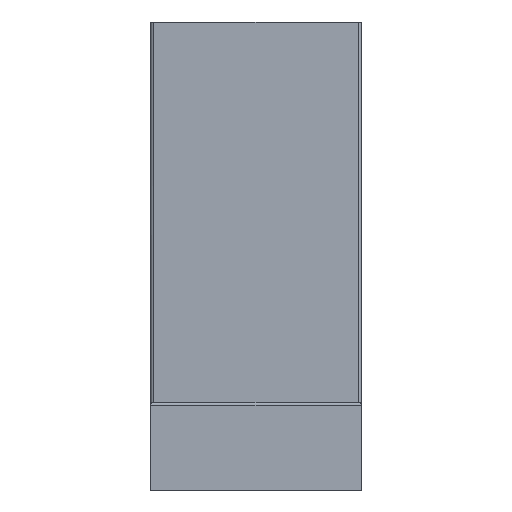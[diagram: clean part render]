
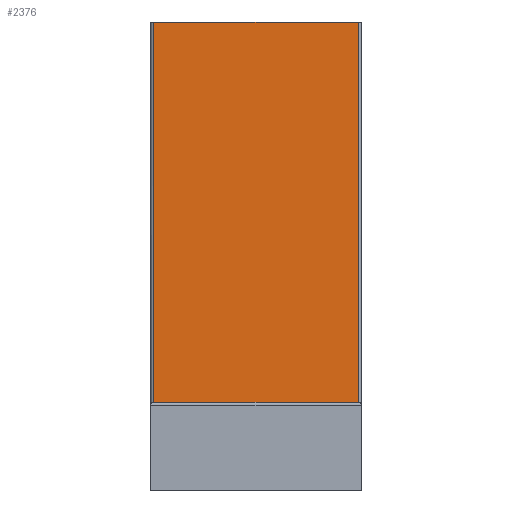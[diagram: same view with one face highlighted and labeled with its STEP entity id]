
A CAD part, front view. The second image highlights one B-rep face of the part: STEP entity #2376.
In plain terms, the highlighted planar face has unit normal (0, -1, 0).
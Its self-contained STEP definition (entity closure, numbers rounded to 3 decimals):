
#3 = VECTOR ( 'NONE', #10999, 1000. ) ;
#232 = CARTESIAN_POINT ( 'NONE',  ( 8.75, -5., 40. ) ) ;
#923 = CARTESIAN_POINT ( 'NONE',  ( 9., -5., 7.5 ) ) ;
#1362 = EDGE_CURVE ( 'NONE', #4391, #2913, #11244, .T. ) ;
#2018 = CARTESIAN_POINT ( 'NONE',  ( 8.75, -5., 7.5 ) ) ;
#2376 = ADVANCED_FACE ( 'NONE', ( #6609 ), #7091, .F. ) ;
#2651 = CARTESIAN_POINT ( 'NONE',  ( 9., -5., 40. ) ) ;
#2831 = VECTOR ( 'NONE', #4038, 1000. ) ;
#2913 = VERTEX_POINT ( 'NONE', #12537 ) ;
#2935 = CARTESIAN_POINT ( 'NONE',  ( -8.75, -5., 7.5 ) ) ;
#2943 = CARTESIAN_POINT ( 'NONE',  ( 8.75, -5., 40. ) ) ;
#3989 = VECTOR ( 'NONE', #15731, 1000. ) ;
#4038 = DIRECTION ( 'NONE',  ( 0., 0., -1. ) ) ;
#4391 = VERTEX_POINT ( 'NONE', #232 ) ;
#4821 = ORIENTED_EDGE ( 'NONE', *, *, #7564, .T. ) ;
#4848 = LINE ( 'NONE', #923, #3 ) ;
#5134 = LINE ( 'NONE', #2943, #6963 ) ;
#6266 = LINE ( 'NONE', #10452, #2831 ) ;
#6609 = FACE_OUTER_BOUND ( 'NONE', #9189, .T. ) ;
#6664 = EDGE_CURVE ( 'NONE', #7874, #7094, #4848, .T. ) ;
#6963 = VECTOR ( 'NONE', #12043, 1000. ) ;
#7091 = PLANE ( 'NONE',  #9130 ) ;
#7094 = VERTEX_POINT ( 'NONE', #2935 ) ;
#7564 = EDGE_CURVE ( 'NONE', #2913, #7094, #6266, .T. ) ;
#7874 = VERTEX_POINT ( 'NONE', #2018 ) ;
#8393 = DIRECTION ( 'NONE',  ( 0., 1., 0. ) ) ;
#9130 = AXIS2_PLACEMENT_3D ( 'NONE', #16148, #8393, #9671 ) ;
#9189 = EDGE_LOOP ( 'NONE', ( #11846, #13957, #15132, #4821 ) ) ;
#9671 = DIRECTION ( 'NONE',  ( 0., 0., 1. ) ) ;
#10452 = CARTESIAN_POINT ( 'NONE',  ( -8.75, -5., 7.5 ) ) ;
#10999 = DIRECTION ( 'NONE',  ( -1., 0., 0. ) ) ;
#11216 = EDGE_CURVE ( 'NONE', #7874, #4391, #5134, .T. ) ;
#11244 = LINE ( 'NONE', #2651, #3989 ) ;
#11846 = ORIENTED_EDGE ( 'NONE', *, *, #6664, .F. ) ;
#12043 = DIRECTION ( 'NONE',  ( 0., 0., 1. ) ) ;
#12537 = CARTESIAN_POINT ( 'NONE',  ( -8.75, -5., 40. ) ) ;
#13957 = ORIENTED_EDGE ( 'NONE', *, *, #11216, .T. ) ;
#15132 = ORIENTED_EDGE ( 'NONE', *, *, #1362, .T. ) ;
#15731 = DIRECTION ( 'NONE',  ( -1., 0., 0. ) ) ;
#16148 = CARTESIAN_POINT ( 'NONE',  ( 9., -5., 40. ) ) ;
